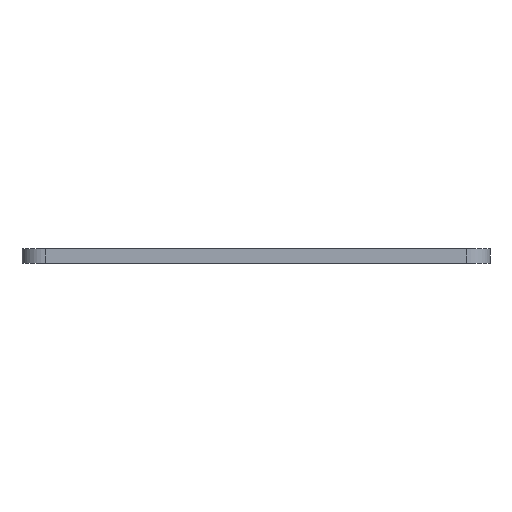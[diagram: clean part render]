
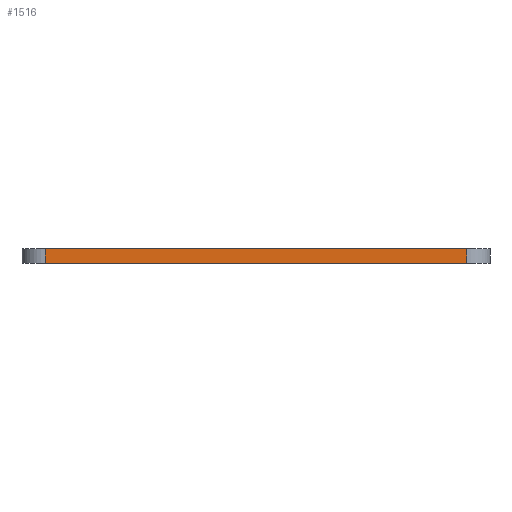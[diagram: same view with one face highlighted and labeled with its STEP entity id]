
A CAD part, left-side view. The second image highlights one B-rep face of the part: STEP entity #1516.
In plain terms, the highlighted planar face has unit normal (-1, 0, 0).
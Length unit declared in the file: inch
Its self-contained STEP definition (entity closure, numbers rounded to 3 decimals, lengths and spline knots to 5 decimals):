
#5 = LINE ( 'NONE', #1492, #186 ) ;
#21 = CARTESIAN_POINT ( 'NONE',  ( -1.5, 0., 0. ) ) ;
#47 = DIRECTION ( 'NONE',  ( 1., 0., 0. ) ) ;
#92 = DIRECTION ( 'NONE',  ( 0., 0., 1. ) ) ;
#107 = DIRECTION ( 'NONE',  ( 0., -1., 0. ) ) ;
#186 = VECTOR ( 'NONE', #107, 39.37008 ) ;
#272 = CARTESIAN_POINT ( 'NONE',  ( -1.5, 0., 0.125 ) ) ;
#285 = VECTOR ( 'NONE', #504, 39.37008 ) ;
#309 = EDGE_CURVE ( 'NONE', #1030, #806, #1269, .T. ) ;
#322 = CARTESIAN_POINT ( 'NONE',  ( -1.5, -1.8, 0. ) ) ;
#380 = ORIENTED_EDGE ( 'NONE', *, *, #309, .T. ) ;
#421 = ORIENTED_EDGE ( 'NONE', *, *, #803, .F. ) ;
#504 = DIRECTION ( 'NONE',  ( 0., -1., 0. ) ) ;
#558 = EDGE_CURVE ( 'NONE', #637, #1030, #1214, .T. ) ;
#559 = VERTEX_POINT ( 'NONE', #730 ) ;
#604 = VECTOR ( 'NONE', #744, 39.37008 ) ;
#607 = CARTESIAN_POINT ( 'NONE',  ( -1.5, 1.8, 0. ) ) ;
#637 = VERTEX_POINT ( 'NONE', #1323 ) ;
#646 = AXIS2_PLACEMENT_3D ( 'NONE', #272, #47, #1227 ) ;
#660 = LINE ( 'NONE', #607, #604 ) ;
#714 = CARTESIAN_POINT ( 'NONE',  ( -1.5, -1.8, 0.125 ) ) ;
#730 = CARTESIAN_POINT ( 'NONE',  ( -1.5, 1.8, 0.125 ) ) ;
#744 = DIRECTION ( 'NONE',  ( 0., 0., -1. ) ) ;
#782 = VECTOR ( 'NONE', #92, 39.37008 ) ;
#803 = EDGE_CURVE ( 'NONE', #559, #806, #5, .T. ) ;
#806 = VERTEX_POINT ( 'NONE', #714 ) ;
#932 = EDGE_CURVE ( 'NONE', #559, #637, #660, .T. ) ;
#1014 = PLANE ( 'NONE',  #646 ) ;
#1030 = VERTEX_POINT ( 'NONE', #322 ) ;
#1151 = CARTESIAN_POINT ( 'NONE',  ( -1.5, -1.8, 0.125 ) ) ;
#1164 = ORIENTED_EDGE ( 'NONE', *, *, #932, .T. ) ;
#1214 = LINE ( 'NONE', #21, #285 ) ;
#1227 = DIRECTION ( 'NONE',  ( 0., 1., 0. ) ) ;
#1269 = LINE ( 'NONE', #1151, #782 ) ;
#1323 = CARTESIAN_POINT ( 'NONE',  ( -1.5, 1.8, 0. ) ) ;
#1325 = EDGE_LOOP ( 'NONE', ( #1474, #380, #421, #1164 ) ) ;
#1336 = FACE_OUTER_BOUND ( 'NONE', #1325, .T. ) ;
#1474 = ORIENTED_EDGE ( 'NONE', *, *, #558, .T. ) ;
#1492 = CARTESIAN_POINT ( 'NONE',  ( -1.5, 0., 0.125 ) ) ;
#1516 = ADVANCED_FACE ( 'NONE', ( #1336 ), #1014, .F. ) ;
